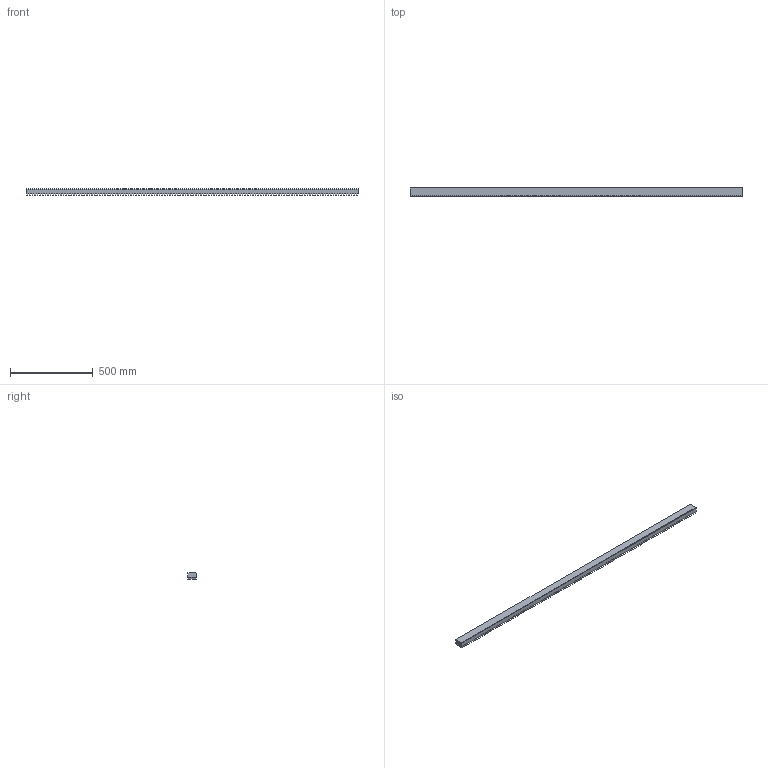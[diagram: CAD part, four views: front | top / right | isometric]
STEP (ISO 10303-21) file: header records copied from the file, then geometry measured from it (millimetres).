
FILE_DESCRIPTION(('STEP AP214'),'1');
FILE_NAME('144-050-320.stp','2017-10-09T11:46:32',('TraceParts'),('TraceParts S.A.'),'Spatial InterOp 3D',' ',' ');
FILE_SCHEMA(('automotive_design'));
Length unit declared in the file: millimetre
Products named in the file (1): 144-050-320
Bounding box: 2009.8 x 49 x 39 mm (x, y, z)
Volume: 3315089.6 mm3; surface area: 431608.7 mm2
Topology: 1 solids, 1 shells, 519 faces, 1551 edges, 1034 vertices
Faces by surface type: plane 519
Entity records: 21262 total; most frequent: CARTESIAN_POINT 3105, ORIENTED_EDGE 3102, DIRECTION 2591, EDGE_CURVE 1551, LINE 1551, VECTOR 1551, VERTEX_POINT 1034, STYLED_ITEM 520
